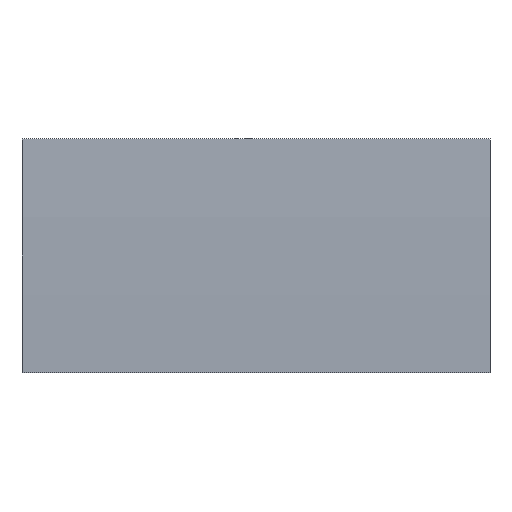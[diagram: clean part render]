
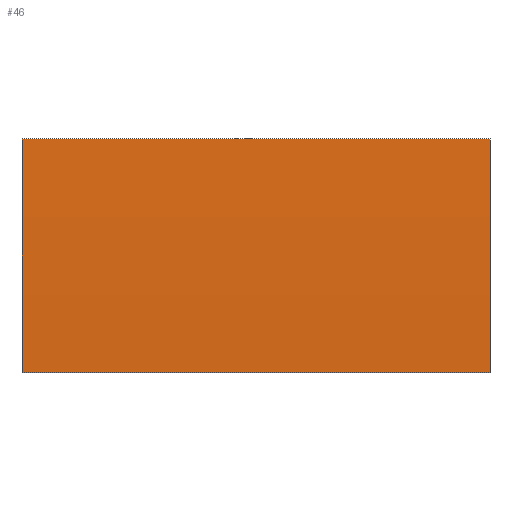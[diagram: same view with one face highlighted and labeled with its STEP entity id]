
A CAD part, left-side view. The second image highlights one B-rep face of the part: STEP entity #46.
In plain terms, the highlighted cylindrical face has radius 137.55 mm (diameter 275.1 mm), a partial arc.
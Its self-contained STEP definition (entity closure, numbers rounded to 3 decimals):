
#6 = AXIS2_PLACEMENT_3D ( 'NONE', #158, #55, #141 ) ;
#7 = ORIENTED_EDGE ( 'NONE', *, *, #60, .T. ) ;
#12 = VERTEX_POINT ( 'NONE', #166 ) ;
#23 = AXIS2_PLACEMENT_3D ( 'NONE', #38, #103, #71 ) ;
#31 = VECTOR ( 'NONE', #84, 1000. ) ;
#38 = CARTESIAN_POINT ( 'NONE',  ( 4.355, 20., 0. ) ) ;
#41 = AXIS2_PLACEMENT_3D ( 'NONE', #167, #100, #193 ) ;
#46 = ADVANCED_FACE ( 'NONE', ( #165 ), #197, .T. ) ;
#55 = DIRECTION ( 'NONE',  ( 0., 1., 0. ) ) ;
#58 = CARTESIAN_POINT ( 'NONE',  ( -133.104, 20., -5. ) ) ;
#60 = EDGE_CURVE ( 'NONE', #61, #99, #196, .T. ) ;
#61 = VERTEX_POINT ( 'NONE', #132 ) ;
#62 = EDGE_LOOP ( 'NONE', ( #201, #174, #184, #7 ) ) ;
#70 = CARTESIAN_POINT ( 'NONE',  ( -133.104, 20., 5. ) ) ;
#71 = DIRECTION ( 'NONE',  ( 0., 0., -1. ) ) ;
#72 = CARTESIAN_POINT ( 'NONE',  ( -133.104, 0., 5. ) ) ;
#80 = VECTOR ( 'NONE', #192, 1000. ) ;
#81 = EDGE_CURVE ( 'NONE', #99, #133, #183, .T. ) ;
#84 = DIRECTION ( 'NONE',  ( 0., -1., 0. ) ) ;
#99 = VERTEX_POINT ( 'NONE', #118 ) ;
#100 = DIRECTION ( 'NONE',  ( 0., 1., 0. ) ) ;
#103 = DIRECTION ( 'NONE',  ( 0., -1., 0. ) ) ;
#118 = CARTESIAN_POINT ( 'NONE',  ( -133.104, 0., -5. ) ) ;
#132 = CARTESIAN_POINT ( 'NONE',  ( -133.104, 20., -5. ) ) ;
#133 = VERTEX_POINT ( 'NONE', #72 ) ;
#135 = EDGE_CURVE ( 'NONE', #12, #133, #161, .T. ) ;
#141 = DIRECTION ( 'NONE',  ( 0., 0., 1. ) ) ;
#158 = CARTESIAN_POINT ( 'NONE',  ( 4.355, 20., 0. ) ) ;
#161 = LINE ( 'NONE', #70, #31 ) ;
#165 = FACE_OUTER_BOUND ( 'NONE', #62, .T. ) ;
#166 = CARTESIAN_POINT ( 'NONE',  ( -133.104, 20., 5. ) ) ;
#167 = CARTESIAN_POINT ( 'NONE',  ( 4.355, 0., 0. ) ) ;
#173 = CIRCLE ( 'NONE', #6, 137.55 ) ;
#174 = ORIENTED_EDGE ( 'NONE', *, *, #135, .F. ) ;
#175 = EDGE_CURVE ( 'NONE', #61, #12, #173, .T. ) ;
#183 = CIRCLE ( 'NONE', #41, 137.55 ) ;
#184 = ORIENTED_EDGE ( 'NONE', *, *, #175, .F. ) ;
#192 = DIRECTION ( 'NONE',  ( 0., -1., 0. ) ) ;
#193 = DIRECTION ( 'NONE',  ( 0., 0., 1. ) ) ;
#196 = LINE ( 'NONE', #58, #80 ) ;
#197 = CYLINDRICAL_SURFACE ( 'NONE', #23, 137.55 ) ;
#201 = ORIENTED_EDGE ( 'NONE', *, *, #81, .T. ) ;
